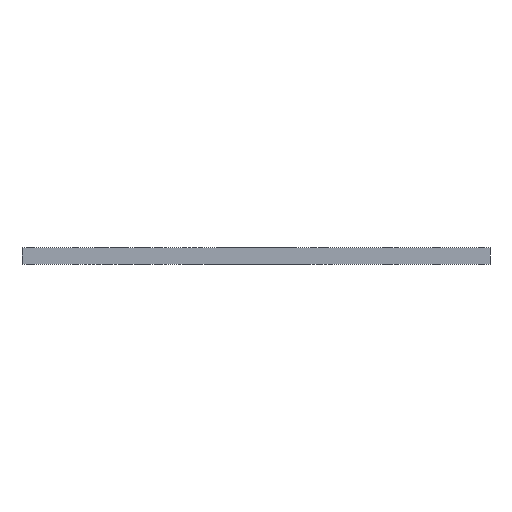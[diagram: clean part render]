
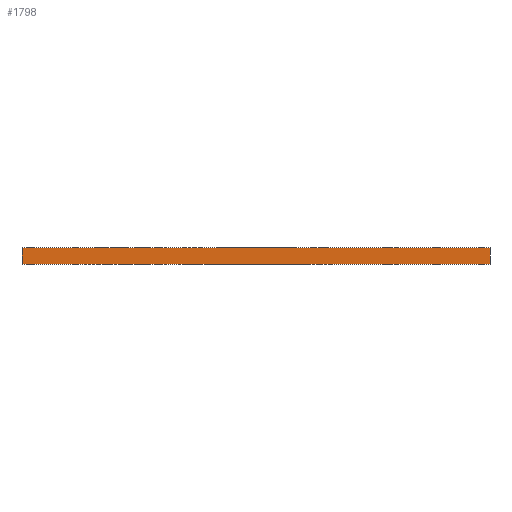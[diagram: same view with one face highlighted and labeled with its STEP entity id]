
A CAD part, front view. The second image highlights one B-rep face of the part: STEP entity #1798.
In plain terms, the highlighted planar face has unit normal (0, -1, 0).
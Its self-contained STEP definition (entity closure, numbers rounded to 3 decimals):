
#124=PLANE('',#1952);
#214=FACE_OUTER_BOUND('',#328,.T.);
#328=EDGE_LOOP('',(#1624,#1625,#1626,#1627));
#430=LINE('',#2530,#626);
#595=LINE('',#2916,#791);
#596=LINE('',#2919,#792);
#597=LINE('',#2920,#793);
#626=VECTOR('',#2062,10.);
#791=VECTOR('',#2423,10.);
#792=VECTOR('',#2426,10.);
#793=VECTOR('',#2427,10.);
#822=VERTEX_POINT('',#2524);
#824=VERTEX_POINT('',#2528);
#947=VERTEX_POINT('',#2914);
#948=VERTEX_POINT('',#2918);
#998=EDGE_CURVE('',#822,#824,#430,.T.);
#1191=EDGE_CURVE('',#824,#947,#595,.T.);
#1192=EDGE_CURVE('',#948,#947,#596,.T.);
#1193=EDGE_CURVE('',#822,#948,#597,.T.);
#1624=ORIENTED_EDGE('',*,*,#998,.T.);
#1625=ORIENTED_EDGE('',*,*,#1191,.T.);
#1626=ORIENTED_EDGE('',*,*,#1192,.F.);
#1627=ORIENTED_EDGE('',*,*,#1193,.F.);
#1798=ADVANCED_FACE('',(#214),#124,.T.);
#1952=AXIS2_PLACEMENT_3D('',#2917,#2424,#2425);
#2062=DIRECTION('',(1.,0.,0.));
#2423=DIRECTION('',(0.,0.,1.));
#2424=DIRECTION('center_axis',(0.,-1.,0.));
#2425=DIRECTION('ref_axis',(1.,0.,0.));
#2426=DIRECTION('',(1.,0.,0.));
#2427=DIRECTION('',(0.,0.,1.));
#2524=CARTESIAN_POINT('',(0.,0.,0.));
#2528=CARTESIAN_POINT('',(350.,0.,0.));
#2530=CARTESIAN_POINT('',(0.,0.,0.));
#2914=CARTESIAN_POINT('',(350.,0.,12.));
#2916=CARTESIAN_POINT('',(350.,0.,0.));
#2917=CARTESIAN_POINT('Origin',(0.,0.,0.));
#2918=CARTESIAN_POINT('',(0.,0.,12.));
#2919=CARTESIAN_POINT('',(0.,0.,12.));
#2920=CARTESIAN_POINT('',(0.,0.,0.));
